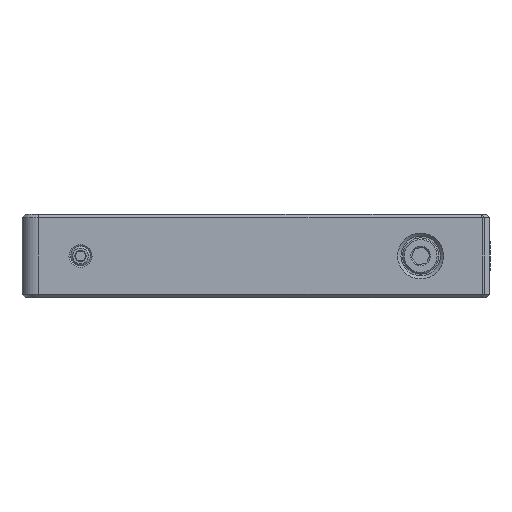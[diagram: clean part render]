
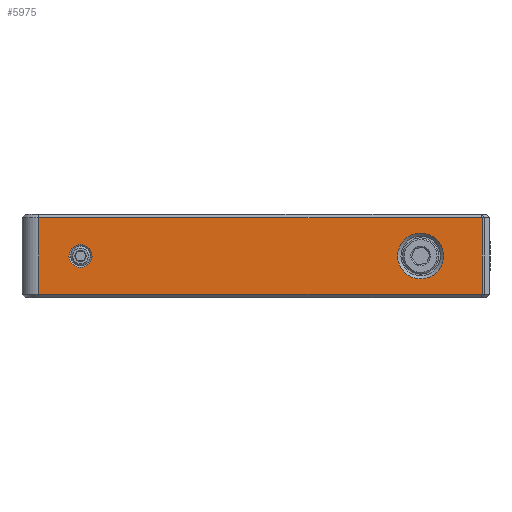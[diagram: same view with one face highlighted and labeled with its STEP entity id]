
A CAD part, left-side view. The second image highlights one B-rep face of the part: STEP entity #5975.
In plain terms, the highlighted planar face has unit normal (-1, 0, 0).
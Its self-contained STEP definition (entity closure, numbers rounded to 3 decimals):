
#137 = PLANE ( 'NONE',  #5984 ) ;
#156 = CIRCLE ( 'NONE', #2013, 3.495 ) ;
#203 = ORIENTED_EDGE ( 'NONE', *, *, #5698, .F. ) ;
#218 = DIRECTION ( 'NONE',  ( 0., -1., 0. ) ) ;
#338 = CARTESIAN_POINT ( 'NONE',  ( 10.264, 56.256, 43.418 ) ) ;
#497 = ORIENTED_EDGE ( 'NONE', *, *, #6041, .F. ) ;
#766 = CARTESIAN_POINT ( 'NONE',  ( 10.264, 6.726, 43.418 ) ) ;
#953 = AXIS2_PLACEMENT_3D ( 'NONE', #1219, #2062, #3953 ) ;
#1022 = DIRECTION ( 'NONE',  ( 0., 0., -1. ) ) ;
#1081 = FACE_OUTER_BOUND ( 'NONE', #4215, .T. ) ;
#1119 = DIRECTION ( 'NONE',  ( 0., 0., 1. ) ) ;
#1195 = CARTESIAN_POINT ( 'NONE',  ( 10.264, -11.136, 43.418 ) ) ;
#1219 = CARTESIAN_POINT ( 'NONE',  ( 10.264, 49.906, 37.568 ) ) ;
#1742 = DIRECTION ( 'NONE',  ( 0., 0., -1. ) ) ;
#2013 = AXIS2_PLACEMENT_3D ( 'NONE', #2616, #4495, #3936 ) ;
#2016 = CARTESIAN_POINT ( 'NONE',  ( 10.264, -11.136, 31.718 ) ) ;
#2035 = ORIENTED_EDGE ( 'NONE', *, *, #3057, .F. ) ;
#2062 = DIRECTION ( 'NONE',  ( -1., 0., 0. ) ) ;
#2079 = LINE ( 'NONE', #2508, #5051 ) ;
#2291 = VERTEX_POINT ( 'NONE', #4355 ) ;
#2368 = CARTESIAN_POINT ( 'NONE',  ( 10.264, 56.256, 43.918 ) ) ;
#2400 = DIRECTION ( 'NONE',  ( 1., 0., 0. ) ) ;
#2498 = CARTESIAN_POINT ( 'NONE',  ( 10.264, 56.256, 31.718 ) ) ;
#2508 = CARTESIAN_POINT ( 'NONE',  ( 10.264, 56.256, 43.918 ) ) ;
#2616 = CARTESIAN_POINT ( 'NONE',  ( 10.264, -1.783, 37.568 ) ) ;
#2690 = LINE ( 'NONE', #5974, #5779 ) ;
#2923 = VECTOR ( 'NONE', #4715, 1000. ) ;
#2955 = FACE_BOUND ( 'NONE', #6052, .T. ) ;
#3057 = EDGE_CURVE ( 'NONE', #5489, #3833, #2079, .T. ) ;
#3136 = VERTEX_POINT ( 'NONE', #2016 ) ;
#3298 = VECTOR ( 'NONE', #218, 1000. ) ;
#3345 = CARTESIAN_POINT ( 'NONE',  ( 10.264, 56.256, 31.718 ) ) ;
#3682 = EDGE_CURVE ( 'NONE', #5531, #5531, #156, .T. ) ;
#3815 = ORIENTED_EDGE ( 'NONE', *, *, #5251, .F. ) ;
#3833 = VERTEX_POINT ( 'NONE', #338 ) ;
#3936 = DIRECTION ( 'NONE',  ( 0., -1., 0. ) ) ;
#3953 = DIRECTION ( 'NONE',  ( 0., 0., 1. ) ) ;
#4048 = VERTEX_POINT ( 'NONE', #1195 ) ;
#4215 = EDGE_LOOP ( 'NONE', ( #497, #203, #3815, #2035 ) ) ;
#4355 = CARTESIAN_POINT ( 'NONE',  ( 10.264, 49.906, 39.318 ) ) ;
#4495 = DIRECTION ( 'NONE',  ( -1., 0., 0. ) ) ;
#4715 = DIRECTION ( 'NONE',  ( 0., 1., 0. ) ) ;
#4908 = ORIENTED_EDGE ( 'NONE', *, *, #3682, .F. ) ;
#4983 = LINE ( 'NONE', #766, #3298 ) ;
#5051 = VECTOR ( 'NONE', #1119, 1000. ) ;
#5120 = EDGE_LOOP ( 'NONE', ( #5338 ) ) ;
#5181 = FACE_BOUND ( 'NONE', #5120, .T. ) ;
#5251 = EDGE_CURVE ( 'NONE', #3833, #4048, #4983, .T. ) ;
#5277 = CIRCLE ( 'NONE', #953, 1.75 ) ;
#5338 = ORIENTED_EDGE ( 'NONE', *, *, #5598, .F. ) ;
#5489 = VERTEX_POINT ( 'NONE', #3345 ) ;
#5531 = VERTEX_POINT ( 'NONE', #6063 ) ;
#5598 = EDGE_CURVE ( 'NONE', #2291, #2291, #5277, .T. ) ;
#5698 = EDGE_CURVE ( 'NONE', #4048, #3136, #2690, .T. ) ;
#5772 = LINE ( 'NONE', #2498, #2923 ) ;
#5779 = VECTOR ( 'NONE', #1742, 1000. ) ;
#5974 = CARTESIAN_POINT ( 'NONE',  ( 10.264, -11.136, 43.918 ) ) ;
#5975 = ADVANCED_FACE ( 'NONE', ( #1081, #5181, #2955 ), #137, .F. ) ;
#5984 = AXIS2_PLACEMENT_3D ( 'NONE', #2368, #2400, #1022 ) ;
#6041 = EDGE_CURVE ( 'NONE', #3136, #5489, #5772, .T. ) ;
#6052 = EDGE_LOOP ( 'NONE', ( #4908 ) ) ;
#6063 = CARTESIAN_POINT ( 'NONE',  ( 10.264, -5.278, 37.568 ) ) ;
